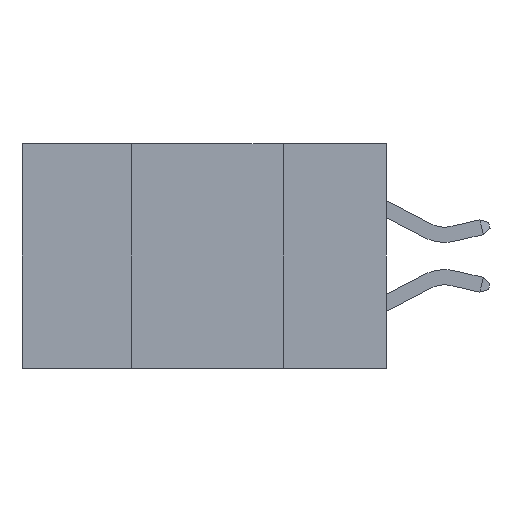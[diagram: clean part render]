
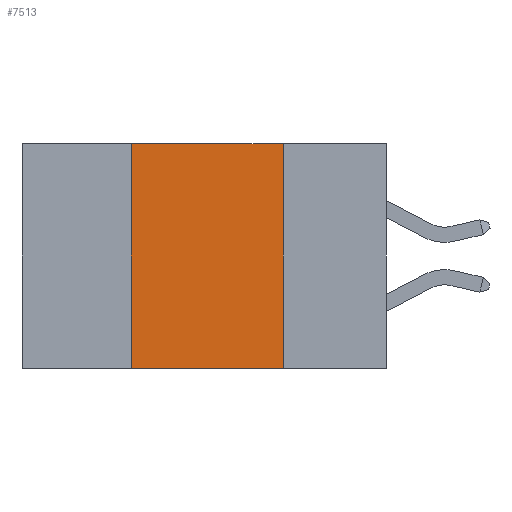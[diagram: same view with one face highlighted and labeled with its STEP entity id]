
A CAD part, left-side view. The second image highlights one B-rep face of the part: STEP entity #7513.
In plain terms, the highlighted planar face has unit normal (-1, 0, 0).
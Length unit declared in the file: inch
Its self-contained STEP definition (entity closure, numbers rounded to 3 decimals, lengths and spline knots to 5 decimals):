
#894 = VECTOR ( 'NONE', #19538, 39.37008 ) ;
#990 = LINE ( 'NONE', #19987, #18006 ) ;
#2053 = EDGE_CURVE ( 'NONE', #8843, #3435, #990, .T. ) ;
#2364 = LINE ( 'NONE', #14881, #894 ) ;
#3045 = DIRECTION ( 'NONE',  ( 0., 0., -1. ) ) ;
#3062 = VECTOR ( 'NONE', #3045, 39.37008 ) ;
#3078 = AXIS2_PLACEMENT_3D ( 'NONE', #15071, #10544, #26447 ) ;
#3227 = ORIENTED_EDGE ( 'NONE', *, *, #13997, .F. ) ;
#3435 = VERTEX_POINT ( 'NONE', #23522 ) ;
#6933 = FACE_OUTER_BOUND ( 'NONE', #7176, .T. ) ;
#7176 = EDGE_LOOP ( 'NONE', ( #13693, #21127, #3227, #21551 ) ) ;
#7513 = ADVANCED_FACE ( 'NONE', ( #6933 ), #24185, .F. ) ;
#8144 = CARTESIAN_POINT ( 'NONE',  ( 0., 0.6, -0.37 ) ) ;
#8843 = VERTEX_POINT ( 'NONE', #15402 ) ;
#9535 = VERTEX_POINT ( 'NONE', #10839 ) ;
#10041 = VECTOR ( 'NONE', #28485, 39.37008 ) ;
#10544 = DIRECTION ( 'NONE',  ( 1., 0., 0. ) ) ;
#10839 = CARTESIAN_POINT ( 'NONE',  ( 0., 0.17, -0.37 ) ) ;
#13693 = ORIENTED_EDGE ( 'NONE', *, *, #17096, .F. ) ;
#13997 = EDGE_CURVE ( 'NONE', #20165, #8843, #2364, .T. ) ;
#14881 = CARTESIAN_POINT ( 'NONE',  ( 0., 0.42, 0. ) ) ;
#15071 = CARTESIAN_POINT ( 'NONE',  ( 0., 0.6, 0. ) ) ;
#15365 = LINE ( 'NONE', #19156, #3062 ) ;
#15402 = CARTESIAN_POINT ( 'NONE',  ( 0., 0.42, 0. ) ) ;
#17096 = EDGE_CURVE ( 'NONE', #3435, #9535, #15365, .T. ) ;
#18006 = VECTOR ( 'NONE', #20373, 39.37008 ) ;
#19156 = CARTESIAN_POINT ( 'NONE',  ( 0., 0.17, 0. ) ) ;
#19538 = DIRECTION ( 'NONE',  ( 0., 0., 1. ) ) ;
#19987 = CARTESIAN_POINT ( 'NONE',  ( 0., 0.6, 0. ) ) ;
#20165 = VERTEX_POINT ( 'NONE', #23156 ) ;
#20373 = DIRECTION ( 'NONE',  ( 0., -1., 0. ) ) ;
#21127 = ORIENTED_EDGE ( 'NONE', *, *, #2053, .F. ) ;
#21551 = ORIENTED_EDGE ( 'NONE', *, *, #25693, .T. ) ;
#22174 = LINE ( 'NONE', #8144, #10041 ) ;
#23156 = CARTESIAN_POINT ( 'NONE',  ( 0., 0.42, -0.37 ) ) ;
#23522 = CARTESIAN_POINT ( 'NONE',  ( 0., 0.17, 0. ) ) ;
#24185 = PLANE ( 'NONE',  #3078 ) ;
#25693 = EDGE_CURVE ( 'NONE', #20165, #9535, #22174, .T. ) ;
#26447 = DIRECTION ( 'NONE',  ( 0., 0., -1. ) ) ;
#28485 = DIRECTION ( 'NONE',  ( 0., -1., 0. ) ) ;
